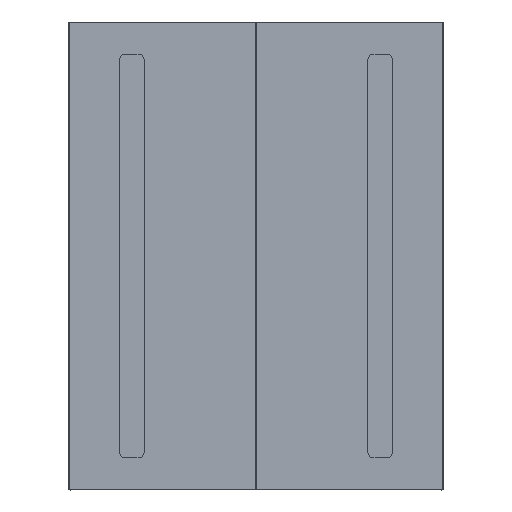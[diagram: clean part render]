
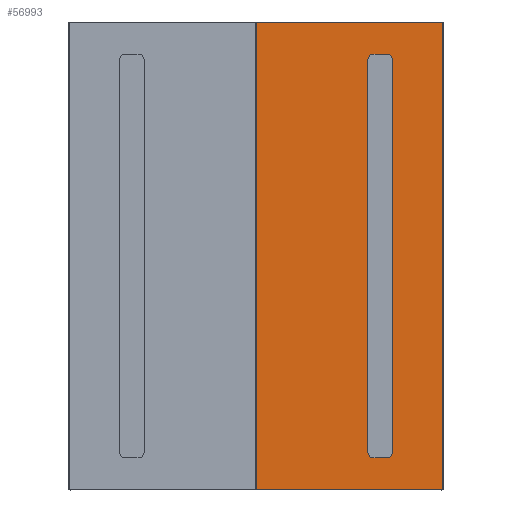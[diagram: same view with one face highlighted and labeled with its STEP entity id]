
A CAD part, front view. The second image highlights one B-rep face of the part: STEP entity #56993.
In plain terms, the highlighted planar face has unit normal (0, -1, 0).
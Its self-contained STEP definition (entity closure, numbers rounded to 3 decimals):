
#1521=FACE_BOUND('',#9645,.T.);
#3454=PLANE('',#62127);
#6397=FACE_OUTER_BOUND('',#9644,.T.);
#9644=EDGE_LOOP('',(#51246,#51247,#51248,#51249,#51250,#51251,#51252,#51253));
#9645=EDGE_LOOP('',(#51254,#51255,#51256,#51257,#51258,#51259,#51260,#51261));
#14759=LINE('',#98106,#20185);
#14763=LINE('',#98113,#20189);
#14767=LINE('',#98130,#20193);
#14771=LINE('',#98137,#20197);
#14774=LINE('',#98148,#20200);
#14778=LINE('',#98157,#20204);
#14780=LINE('',#98160,#20206);
#14787=LINE('',#98174,#20213);
#14789=LINE('',#98178,#20215);
#14790=LINE('',#98180,#20216);
#14791=LINE('',#98182,#20217);
#14792=LINE('',#98183,#20218);
#20185=VECTOR('',#76909,20.);
#20189=VECTOR('',#76915,627.);
#20193=VECTOR('',#76933,627.);
#20197=VECTOR('',#76939,20.);
#20200=VECTOR('',#76950,0.99);
#20204=VECTOR('',#76956,0.99);
#20206=VECTOR('',#76960,745.6);
#20213=VECTOR('',#76971,296.6);
#20215=VECTOR('',#76975,296.6);
#20216=VECTOR('',#76976,0.99);
#20217=VECTOR('',#76977,745.6);
#20218=VECTOR('',#76978,0.99);
#22645=CIRCLE('',#62108,10.);
#22647=CIRCLE('',#62113,10.);
#22649=CIRCLE('',#62116,10.);
#22651=CIRCLE('',#62121,10.);
#27508=VERTEX_POINT('',#98097);
#27509=VERTEX_POINT('',#98099);
#27511=VERTEX_POINT('',#98105);
#27513=VERTEX_POINT('',#98111);
#27515=VERTEX_POINT('',#98117);
#27517=VERTEX_POINT('',#98123);
#27519=VERTEX_POINT('',#98129);
#27521=VERTEX_POINT('',#98135);
#27524=VERTEX_POINT('',#98145);
#27525=VERTEX_POINT('',#98147);
#27528=VERTEX_POINT('',#98154);
#27529=VERTEX_POINT('',#98156);
#27534=VERTEX_POINT('',#98173);
#27535=VERTEX_POINT('',#98177);
#27536=VERTEX_POINT('',#98179);
#27537=VERTEX_POINT('',#98181);
#35517=EDGE_CURVE('',#27508,#27509,#22645,.T.);
#35520=EDGE_CURVE('',#27509,#27511,#14759,.T.);
#35524=EDGE_CURVE('',#27513,#27508,#14763,.T.);
#35526=EDGE_CURVE('',#27511,#27515,#22647,.T.);
#35530=EDGE_CURVE('',#27517,#27513,#22649,.T.);
#35532=EDGE_CURVE('',#27515,#27519,#14767,.T.);
#35536=EDGE_CURVE('',#27521,#27517,#14771,.T.);
#35538=EDGE_CURVE('',#27519,#27521,#22651,.T.);
#35541=EDGE_CURVE('',#27525,#27524,#14774,.T.);
#35545=EDGE_CURVE('',#27529,#27528,#14778,.T.);
#35547=EDGE_CURVE('',#27525,#27528,#14780,.T.);
#35554=EDGE_CURVE('',#27534,#27524,#14787,.T.);
#35556=EDGE_CURVE('',#27529,#27535,#14789,.T.);
#35557=EDGE_CURVE('',#27534,#27536,#14790,.T.);
#35558=EDGE_CURVE('',#27537,#27536,#14791,.T.);
#35559=EDGE_CURVE('',#27537,#27535,#14792,.T.);
#51246=ORIENTED_EDGE('',*,*,#35556,.F.);
#51247=ORIENTED_EDGE('',*,*,#35545,.T.);
#51248=ORIENTED_EDGE('',*,*,#35547,.F.);
#51249=ORIENTED_EDGE('',*,*,#35541,.T.);
#51250=ORIENTED_EDGE('',*,*,#35554,.F.);
#51251=ORIENTED_EDGE('',*,*,#35557,.T.);
#51252=ORIENTED_EDGE('',*,*,#35558,.F.);
#51253=ORIENTED_EDGE('',*,*,#35559,.T.);
#51254=ORIENTED_EDGE('',*,*,#35538,.F.);
#51255=ORIENTED_EDGE('',*,*,#35532,.F.);
#51256=ORIENTED_EDGE('',*,*,#35526,.F.);
#51257=ORIENTED_EDGE('',*,*,#35520,.F.);
#51258=ORIENTED_EDGE('',*,*,#35517,.F.);
#51259=ORIENTED_EDGE('',*,*,#35524,.F.);
#51260=ORIENTED_EDGE('',*,*,#35530,.F.);
#51261=ORIENTED_EDGE('',*,*,#35536,.F.);
#56993=ADVANCED_FACE('',(#6397,#1521),#3454,.T.);
#62108=AXIS2_PLACEMENT_3D('',#98100,#76903,#76904);
#62113=AXIS2_PLACEMENT_3D('',#98118,#76920,#76921);
#62116=AXIS2_PLACEMENT_3D('',#98125,#76928,#76929);
#62121=AXIS2_PLACEMENT_3D('',#98140,#76944,#76945);
#62127=AXIS2_PLACEMENT_3D('',#98176,#76973,#76974);
#76903=DIRECTION('center_axis',(0.,-1.,0.));
#76904=DIRECTION('ref_axis',(0.707,0.,0.707));
#76909=DIRECTION('',(-1.,0.,0.));
#76915=DIRECTION('',(0.,0.,1.));
#76920=DIRECTION('center_axis',(0.,-1.,0.));
#76921=DIRECTION('ref_axis',(-0.707,0.,0.707));
#76928=DIRECTION('center_axis',(0.,-1.,0.));
#76929=DIRECTION('ref_axis',(0.707,0.,-0.707));
#76933=DIRECTION('',(0.,0.,-1.));
#76939=DIRECTION('',(1.,0.,0.));
#76944=DIRECTION('center_axis',(0.,-1.,0.));
#76945=DIRECTION('ref_axis',(-0.707,0.,-0.707));
#76950=DIRECTION('',(-0.707,0.,0.707));
#76956=DIRECTION('',(0.707,0.,0.707));
#76960=DIRECTION('',(0.,0.,-1.));
#76971=DIRECTION('',(1.,0.,0.));
#76973=DIRECTION('center_axis',(0.,-1.,0.));
#76974=DIRECTION('ref_axis',(1.,0.,0.));
#76975=DIRECTION('',(-1.,0.,0.));
#76976=DIRECTION('',(-0.707,0.,-0.707));
#76977=DIRECTION('',(0.,0.,1.));
#76978=DIRECTION('',(0.707,0.,-0.707));
#98097=CARTESIAN_POINT('',(519.084,-172.8,688.));
#98099=CARTESIAN_POINT('',(509.084,-172.8,698.));
#98100=CARTESIAN_POINT('Origin',(509.084,-172.8,688.));
#98105=CARTESIAN_POINT('',(489.084,-172.8,698.));
#98106=CARTESIAN_POINT('',(458.042,-172.8,698.));
#98111=CARTESIAN_POINT('',(519.084,-172.8,61.));
#98113=CARTESIAN_POINT('',(519.084,-172.8,531.25));
#98117=CARTESIAN_POINT('',(479.084,-172.8,688.));
#98118=CARTESIAN_POINT('Origin',(489.084,-172.8,688.));
#98123=CARTESIAN_POINT('',(509.084,-172.8,51.));
#98125=CARTESIAN_POINT('Origin',(509.084,-172.8,61.));
#98129=CARTESIAN_POINT('',(479.084,-172.8,61.));
#98130=CARTESIAN_POINT('',(479.084,-172.8,217.75));
#98135=CARTESIAN_POINT('',(489.084,-172.8,51.));
#98137=CARTESIAN_POINT('',(468.042,-172.8,51.));
#98140=CARTESIAN_POINT('Origin',(489.084,-172.8,61.));
#98145=CARTESIAN_POINT('',(598.8,-172.8,748.));
#98147=CARTESIAN_POINT('',(599.5,-172.8,747.3));
#98148=CARTESIAN_POINT('',(661.15,-172.8,685.65));
#98154=CARTESIAN_POINT('',(599.5,-172.8,1.7));
#98156=CARTESIAN_POINT('',(598.8,-172.8,1.));
#98157=CARTESIAN_POINT('',(661.15,-172.8,63.35));
#98160=CARTESIAN_POINT('',(599.5,-172.8,748.));
#98173=CARTESIAN_POINT('',(302.2,-172.8,748.));
#98174=CARTESIAN_POINT('',(301.5,-172.8,748.));
#98176=CARTESIAN_POINT('Origin',(427.,-172.8,374.5));
#98177=CARTESIAN_POINT('',(302.2,-172.8,1.));
#98178=CARTESIAN_POINT('',(552.5,-172.8,1.));
#98179=CARTESIAN_POINT('',(301.5,-172.8,747.3));
#98180=CARTESIAN_POINT('',(239.85,-172.8,685.65));
#98181=CARTESIAN_POINT('',(301.5,-172.8,1.7));
#98182=CARTESIAN_POINT('',(301.5,-172.8,1.));
#98183=CARTESIAN_POINT('',(239.85,-172.8,63.35));
